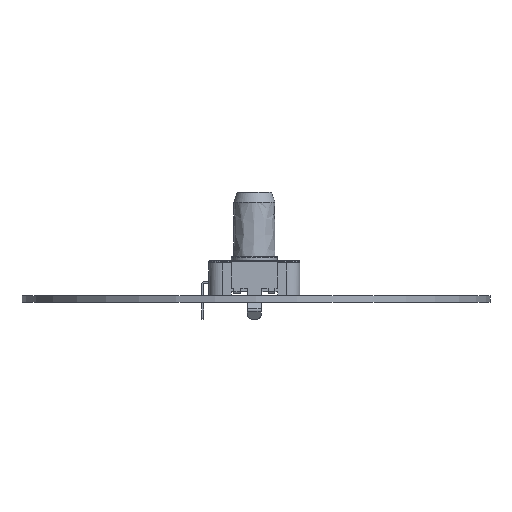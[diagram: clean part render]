
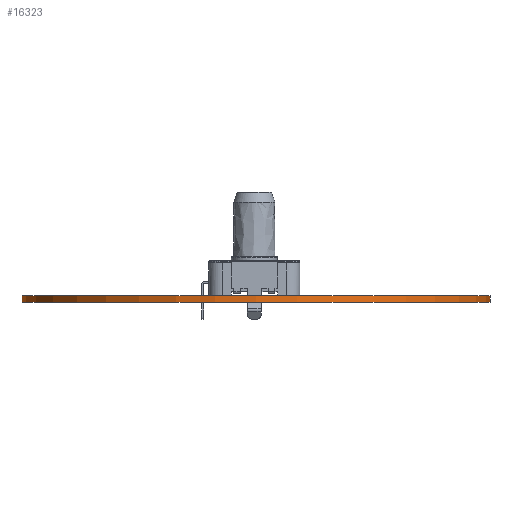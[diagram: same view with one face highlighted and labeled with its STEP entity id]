
A CAD part, front view. The second image highlights one B-rep face of the part: STEP entity #16323.
In plain terms, the highlighted cylindrical face has radius 34 mm (diameter 68 mm), a full revolution.
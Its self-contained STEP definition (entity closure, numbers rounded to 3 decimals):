
#16323 = ADVANCED_FACE('',(#16324),#16338,.T.);
#16324 = FACE_BOUND('',#16325,.F.);
#16325 = EDGE_LOOP('',(#16326,#16356,#16383,#16384));
#16326 = ORIENTED_EDGE('',*,*,#16327,.T.);
#16327 = EDGE_CURVE('',#16328,#16330,#16332,.T.);
#16328 = VERTEX_POINT('',#16329);
#16329 = CARTESIAN_POINT('',(34.,0.,0.));
#16330 = VERTEX_POINT('',#16331);
#16331 = CARTESIAN_POINT('',(34.,0.,1.));
#16332 = SEAM_CURVE('',#16333,(#16337,#16349),.PCURVE_S1.);
#16333 = LINE('',#16334,#16335);
#16334 = CARTESIAN_POINT('',(34.,0.,0.));
#16335 = VECTOR('',#16336,1.);
#16336 = DIRECTION('',(0.,0.,1.));
#16337 = PCURVE('',#16338,#16343);
#16338 = CYLINDRICAL_SURFACE('',#16339,34.);
#16339 = AXIS2_PLACEMENT_3D('',#16340,#16341,#16342);
#16340 = CARTESIAN_POINT('',(0.,-0.,0.));
#16341 = DIRECTION('',(-0.,-0.,-1.));
#16342 = DIRECTION('',(1.,0.,-0.));
#16343 = DEFINITIONAL_REPRESENTATION('',(#16344),#16348);
#16344 = LINE('',#16345,#16346);
#16345 = CARTESIAN_POINT('',(-0.,0.));
#16346 = VECTOR('',#16347,1.);
#16347 = DIRECTION('',(-0.,-1.));
#16348 = ( GEOMETRIC_REPRESENTATION_CONTEXT(2) 
PARAMETRIC_REPRESENTATION_CONTEXT() REPRESENTATION_CONTEXT('2D SPACE',''
  ) );
#16349 = PCURVE('',#16338,#16350);
#16350 = DEFINITIONAL_REPRESENTATION('',(#16351),#16355);
#16351 = LINE('',#16352,#16353);
#16352 = CARTESIAN_POINT('',(-6.283,0.));
#16353 = VECTOR('',#16354,1.);
#16354 = DIRECTION('',(-0.,-1.));
#16355 = ( GEOMETRIC_REPRESENTATION_CONTEXT(2) 
PARAMETRIC_REPRESENTATION_CONTEXT() REPRESENTATION_CONTEXT('2D SPACE',''
  ) );
#16356 = ORIENTED_EDGE('',*,*,#16357,.T.);
#16357 = EDGE_CURVE('',#16330,#16330,#16358,.T.);
#16358 = SURFACE_CURVE('',#16359,(#16364,#16371),.PCURVE_S1.);
#16359 = CIRCLE('',#16360,34.);
#16360 = AXIS2_PLACEMENT_3D('',#16361,#16362,#16363);
#16361 = CARTESIAN_POINT('',(0.,0.,1.));
#16362 = DIRECTION('',(0.,0.,1.));
#16363 = DIRECTION('',(1.,0.,-0.));
#16364 = PCURVE('',#16338,#16365);
#16365 = DEFINITIONAL_REPRESENTATION('',(#16366),#16370);
#16366 = LINE('',#16367,#16368);
#16367 = CARTESIAN_POINT('',(-0.,-1.));
#16368 = VECTOR('',#16369,1.);
#16369 = DIRECTION('',(-1.,0.));
#16370 = ( GEOMETRIC_REPRESENTATION_CONTEXT(2) 
PARAMETRIC_REPRESENTATION_CONTEXT() REPRESENTATION_CONTEXT('2D SPACE',''
  ) );
#16371 = PCURVE('',#16372,#16377);
#16372 = PLANE('',#16373);
#16373 = AXIS2_PLACEMENT_3D('',#16374,#16375,#16376);
#16374 = CARTESIAN_POINT('',(0.,0.,1.)
  );
#16375 = DIRECTION('',(0.,0.,1.));
#16376 = DIRECTION('',(1.,0.,-0.));
#16377 = DEFINITIONAL_REPRESENTATION('',(#16378),#16382);
#16378 = CIRCLE('',#16379,34.);
#16379 = AXIS2_PLACEMENT_2D('',#16380,#16381);
#16380 = CARTESIAN_POINT('',(0.,0.));
#16381 = DIRECTION('',(1.,0.));
#16382 = ( GEOMETRIC_REPRESENTATION_CONTEXT(2) 
PARAMETRIC_REPRESENTATION_CONTEXT() REPRESENTATION_CONTEXT('2D SPACE',''
  ) );
#16383 = ORIENTED_EDGE('',*,*,#16327,.F.);
#16384 = ORIENTED_EDGE('',*,*,#16385,.F.);
#16385 = EDGE_CURVE('',#16328,#16328,#16386,.T.);
#16386 = SURFACE_CURVE('',#16387,(#16392,#16399),.PCURVE_S1.);
#16387 = CIRCLE('',#16388,34.);
#16388 = AXIS2_PLACEMENT_3D('',#16389,#16390,#16391);
#16389 = CARTESIAN_POINT('',(0.,-0.,0.));
#16390 = DIRECTION('',(0.,0.,1.));
#16391 = DIRECTION('',(1.,0.,-0.));
#16392 = PCURVE('',#16338,#16393);
#16393 = DEFINITIONAL_REPRESENTATION('',(#16394),#16398);
#16394 = LINE('',#16395,#16396);
#16395 = CARTESIAN_POINT('',(-0.,0.));
#16396 = VECTOR('',#16397,1.);
#16397 = DIRECTION('',(-1.,0.));
#16398 = ( GEOMETRIC_REPRESENTATION_CONTEXT(2) 
PARAMETRIC_REPRESENTATION_CONTEXT() REPRESENTATION_CONTEXT('2D SPACE',''
  ) );
#16399 = PCURVE('',#16400,#16405);
#16400 = PLANE('',#16401);
#16401 = AXIS2_PLACEMENT_3D('',#16402,#16403,#16404);
#16402 = CARTESIAN_POINT('',(0.,0.,0.)
  );
#16403 = DIRECTION('',(0.,0.,1.));
#16404 = DIRECTION('',(1.,0.,-0.));
#16405 = DEFINITIONAL_REPRESENTATION('',(#16406),#16410);
#16406 = CIRCLE('',#16407,34.);
#16407 = AXIS2_PLACEMENT_2D('',#16408,#16409);
#16408 = CARTESIAN_POINT('',(0.,0.));
#16409 = DIRECTION('',(1.,0.));
#16410 = ( GEOMETRIC_REPRESENTATION_CONTEXT(2) 
PARAMETRIC_REPRESENTATION_CONTEXT() REPRESENTATION_CONTEXT('2D SPACE',''
  ) );
